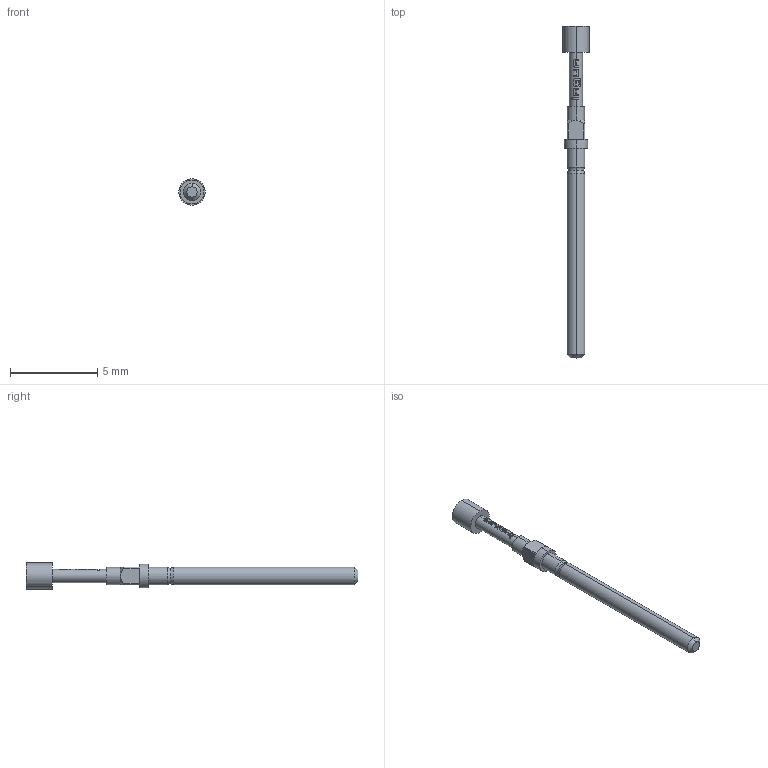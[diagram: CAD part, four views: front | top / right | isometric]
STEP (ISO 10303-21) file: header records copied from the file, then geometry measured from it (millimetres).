
FILE_DESCRIPTION (( 'STEP AP203' ), '1' );
FILE_NAME ('INGUN_GKS-001_303_150_A_xx02_M.STEP', '2022-09-01T11:50:52', ( 'ochi' ), ( '' ), 'SwSTEP 2.0', 'SolidWorks 2021', '' );
FILE_SCHEMA (( 'CONFIG_CONTROL_DESIGN' ));
Length unit declared in the file: millimetre
Products named in the file (1): INGUN_GKS-001_303_150_A_xx02_M
Bounding box: 1.5 x 19 x 1.5 mm (x, y, z)
Volume: 15.3 mm3; surface area: 66.6 mm2
Topology: 1 solids, 1 shells, 115 faces, 320 edges, 209 vertices
Faces by surface type: plane 52, cylinder 31, bspline 22, cone 6, torus 4
Entity records: 4053 total; most frequent: CARTESIAN_POINT 1171, ORIENTED_EDGE 636, DIRECTION 532, EDGE_CURVE 318, AXIS2_PLACEMENT_3D 212, VERTEX_POINT 209, EDGE_LOOP 119, CIRCLE 118
